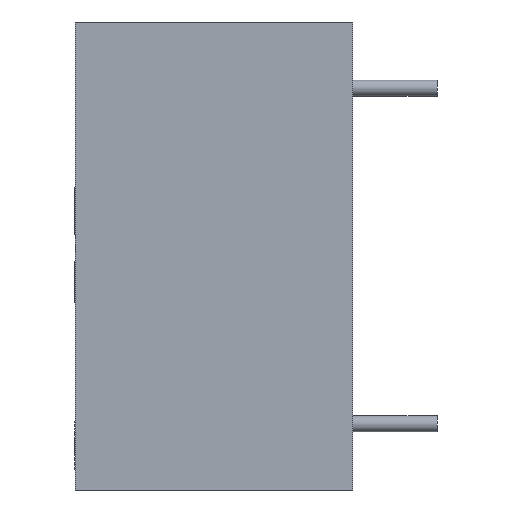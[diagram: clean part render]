
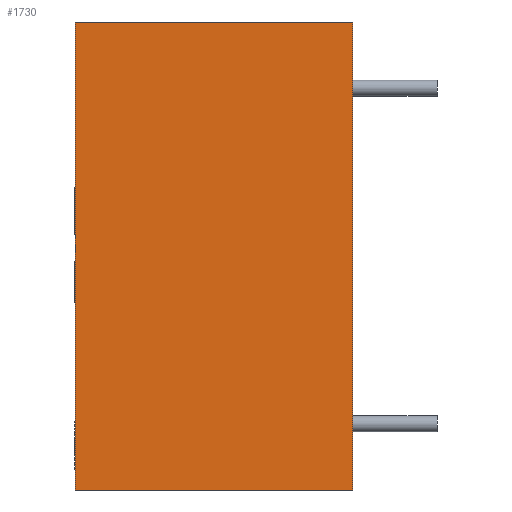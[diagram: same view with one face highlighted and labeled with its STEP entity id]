
A CAD part, left-side view. The second image highlights one B-rep face of the part: STEP entity #1730.
In plain terms, the highlighted planar face has unit normal (-1, 0, 0).
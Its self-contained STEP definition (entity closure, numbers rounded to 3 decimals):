
#53 = CARTESIAN_POINT ( 'NONE',  ( -8.85, 10.5, 8.85 ) ) ;
#182 = DIRECTION ( 'NONE',  ( 1., 0., 0. ) ) ;
#1730 = ADVANCED_FACE ( 'NONE', ( #7497 ), #8999, .F. ) ;
#1760 = EDGE_CURVE ( 'NONE', #12151, #10066, #11401, .T. ) ;
#2216 = DIRECTION ( 'NONE',  ( 0., 0., -1. ) ) ;
#2541 = AXIS2_PLACEMENT_3D ( 'NONE', #6218, #182, #2216 ) ;
#2808 = CARTESIAN_POINT ( 'NONE',  ( -8.85, 10.5, -8.85 ) ) ;
#2901 = VECTOR ( 'NONE', #11001, 1000. ) ;
#3318 = CARTESIAN_POINT ( 'NONE',  ( -8.85, 0., 8.85 ) ) ;
#3425 = ORIENTED_EDGE ( 'NONE', *, *, #3903, .F. ) ;
#3598 = EDGE_CURVE ( 'NONE', #4654, #6539, #7223, .T. ) ;
#3903 = EDGE_CURVE ( 'NONE', #12151, #4654, #11964, .T. ) ;
#4594 = EDGE_CURVE ( 'NONE', #10066, #6539, #10534, .T. ) ;
#4654 = VERTEX_POINT ( 'NONE', #6391 ) ;
#5271 = CARTESIAN_POINT ( 'NONE',  ( -8.85, 0., -8.85 ) ) ;
#5860 = VECTOR ( 'NONE', #9582, 1000. ) ;
#6094 = VECTOR ( 'NONE', #12121, 1000. ) ;
#6218 = CARTESIAN_POINT ( 'NONE',  ( -8.85, 10.5, 8.85 ) ) ;
#6391 = CARTESIAN_POINT ( 'NONE',  ( -8.85, 10.5, 8.85 ) ) ;
#6539 = VERTEX_POINT ( 'NONE', #11410 ) ;
#7223 = LINE ( 'NONE', #53, #2901 ) ;
#7497 = FACE_OUTER_BOUND ( 'NONE', #7547, .T. ) ;
#7547 = EDGE_LOOP ( 'NONE', ( #8993, #10343, #3425, #9688 ) ) ;
#8993 = ORIENTED_EDGE ( 'NONE', *, *, #4594, .T. ) ;
#8999 = PLANE ( 'NONE',  #2541 ) ;
#9582 = DIRECTION ( 'NONE',  ( 0., 0., 1. ) ) ;
#9688 = ORIENTED_EDGE ( 'NONE', *, *, #1760, .T. ) ;
#10066 = VERTEX_POINT ( 'NONE', #5271 ) ;
#10213 = CARTESIAN_POINT ( 'NONE',  ( -8.85, 10.5, -8.85 ) ) ;
#10234 = VECTOR ( 'NONE', #11173, 1000. ) ;
#10343 = ORIENTED_EDGE ( 'NONE', *, *, #3598, .F. ) ;
#10534 = LINE ( 'NONE', #3318, #10234 ) ;
#10724 = CARTESIAN_POINT ( 'NONE',  ( -8.85, 10.5, 8.85 ) ) ;
#11001 = DIRECTION ( 'NONE',  ( 0., -1., 0. ) ) ;
#11173 = DIRECTION ( 'NONE',  ( 0., 0., 1. ) ) ;
#11401 = LINE ( 'NONE', #10213, #6094 ) ;
#11410 = CARTESIAN_POINT ( 'NONE',  ( -8.85, 0., 8.85 ) ) ;
#11964 = LINE ( 'NONE', #10724, #5860 ) ;
#12121 = DIRECTION ( 'NONE',  ( 0., -1., 0. ) ) ;
#12151 = VERTEX_POINT ( 'NONE', #2808 ) ;
